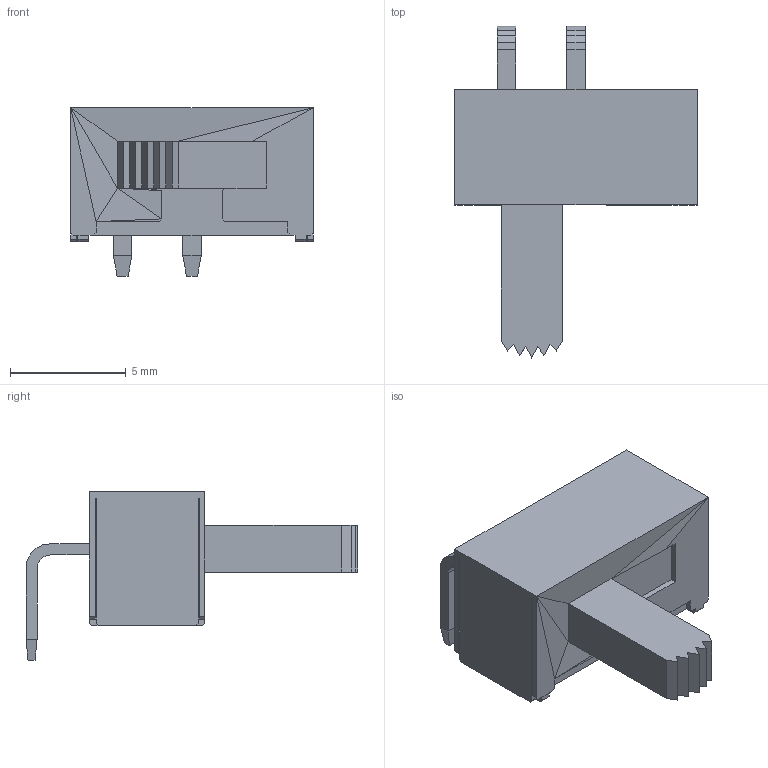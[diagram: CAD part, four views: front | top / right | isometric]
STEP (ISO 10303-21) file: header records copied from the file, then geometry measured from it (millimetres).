
FILE_DESCRIPTION(('FreeCAD Model'),'2;1');
FILE_NAME( 'slideSwitch2Pin.step', '2019-12-03T19:54:58',('Author'),(''), 'Open CASCADE STEP processor 7.3','FreeCAD','Unknown');
FILE_SCHEMA(('AUTOMOTIVE_DESIGN { 1 0 10303 214 1 1 1 1 }'));
Length unit declared in the file: millimetre
Products named in the file (1): slideSwitch2Pin002
Bounding box: 10.5 x 14.36 x 7.3 mm (x, y, z)
Surface area: 395 mm2 (no closed solid volume)
Topology: 0 solids, 3 shells, 158 faces, 416 edges, 263 vertices
Faces by surface type: plane 158
Entity records: 10192 total; most frequent: CARTESIAN_POINT 1699, DIRECTION 1553, LINE 1235, VECTOR 1235, ORIENTED_EDGE 836, PCURVE 836, DEFINITIONAL_REPRESENTATION 836, EDGE_CURVE 420
